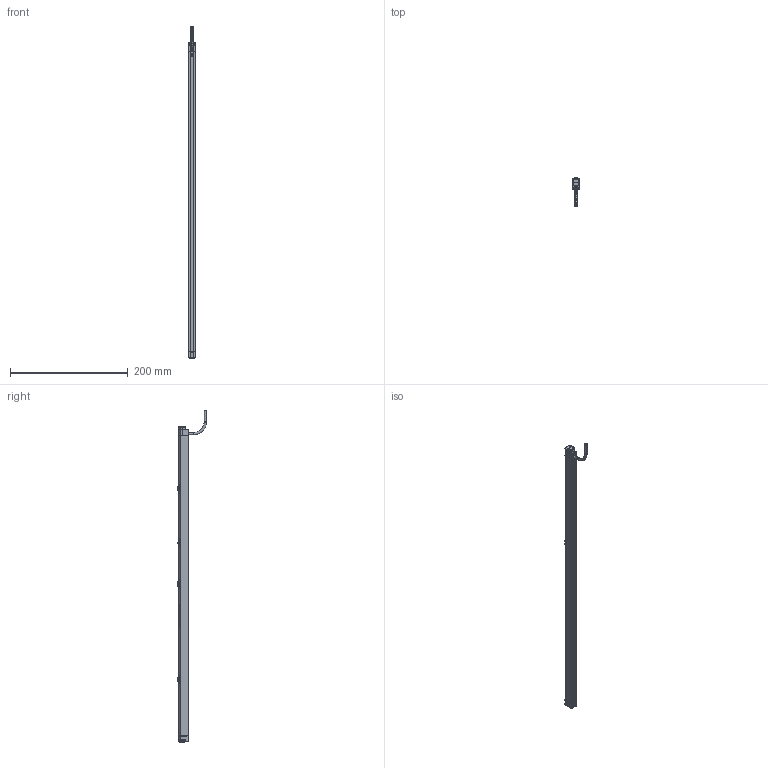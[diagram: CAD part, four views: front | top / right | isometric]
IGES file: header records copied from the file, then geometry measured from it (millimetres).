
Start section:  PTC IGES file: 221605_sm01.igs
Global section: file name: 221605_sm01.igs; native system: Creo Parametric by PTC Inc.; preprocessor: 2019292; author: PDMAdmin; organization: Unknown; date: 20220715.084927; units: millimetre
Bounding box: 12.81 x 49.18 x 564.64 mm (x, y, z)
Volume: 67740.4 mm3; surface area: 300574.9 mm2
Topology: 2 solids, 2 shells, 1502 faces, 7480 edges, 9166 vertices
Faces by surface type: bspline 1014, revolution 476, extrusion 12
